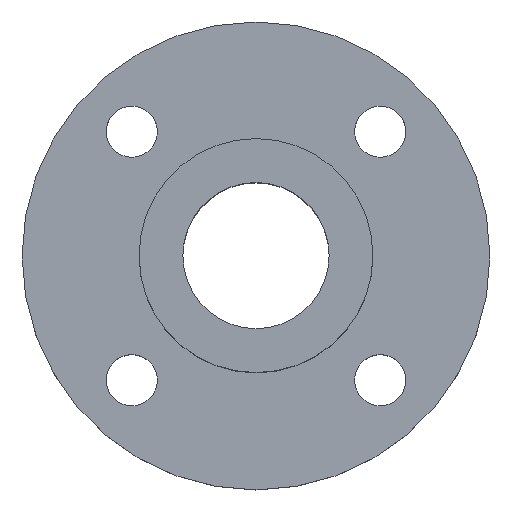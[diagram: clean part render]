
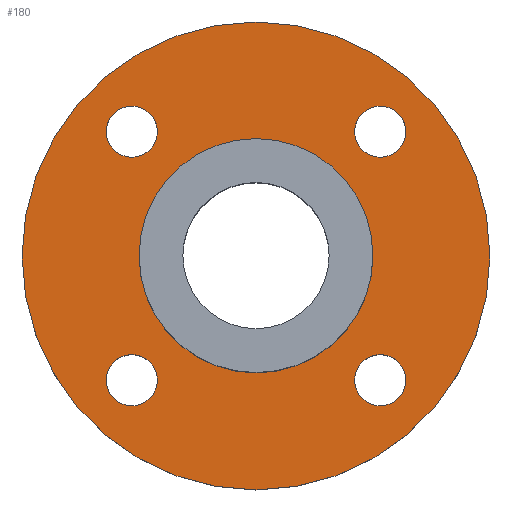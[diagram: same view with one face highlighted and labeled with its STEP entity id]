
A CAD part, top view. The second image highlights one B-rep face of the part: STEP entity #180.
In plain terms, the highlighted planar face has unit normal (0, 0, 1).
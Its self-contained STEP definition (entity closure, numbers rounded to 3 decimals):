
#16=FACE_BOUND('',#49,.T.);
#17=FACE_BOUND('',#50,.T.);
#18=FACE_BOUND('',#51,.T.);
#19=FACE_BOUND('',#52,.T.);
#20=FACE_BOUND('',#53,.T.);
#27=PLANE('',#218);
#37=FACE_OUTER_BOUND('',#48,.T.);
#48=EDGE_LOOP('',(#153));
#49=EDGE_LOOP('',(#154));
#50=EDGE_LOOP('',(#155));
#51=EDGE_LOOP('',(#156));
#52=EDGE_LOOP('',(#157));
#53=EDGE_LOOP('',(#158));
#75=CIRCLE('',#198,8.);
#77=CIRCLE('',#202,1.75);
#79=CIRCLE('',#205,1.75);
#81=CIRCLE('',#208,1.75);
#84=CIRCLE('',#213,1.75);
#86=CIRCLE('',#216,16.);
#89=VERTEX_POINT('',#281);
#91=VERTEX_POINT('',#288);
#93=VERTEX_POINT('',#294);
#95=VERTEX_POINT('',#300);
#98=VERTEX_POINT('',#310);
#100=VERTEX_POINT('',#316);
#104=EDGE_CURVE('',#89,#89,#75,.T.);
#106=EDGE_CURVE('',#91,#91,#77,.T.);
#109=EDGE_CURVE('',#93,#93,#79,.T.);
#112=EDGE_CURVE('',#95,#95,#81,.T.);
#117=EDGE_CURVE('',#98,#98,#84,.T.);
#120=EDGE_CURVE('',#100,#100,#86,.T.);
#153=ORIENTED_EDGE('',*,*,#120,.T.);
#154=ORIENTED_EDGE('',*,*,#104,.T.);
#155=ORIENTED_EDGE('',*,*,#117,.T.);
#156=ORIENTED_EDGE('',*,*,#112,.T.);
#157=ORIENTED_EDGE('',*,*,#109,.T.);
#158=ORIENTED_EDGE('',*,*,#106,.T.);
#180=ADVANCED_FACE('',(#37,#16,#17,#18,#19,#20),#27,.T.);
#198=AXIS2_PLACEMENT_3D('',#283,#227,#228);
#202=AXIS2_PLACEMENT_3D('',#289,#235,#236);
#205=AXIS2_PLACEMENT_3D('',#295,#242,#243);
#208=AXIS2_PLACEMENT_3D('',#301,#249,#250);
#213=AXIS2_PLACEMENT_3D('',#311,#261,#262);
#216=AXIS2_PLACEMENT_3D('',#317,#268,#269);
#218=AXIS2_PLACEMENT_3D('',#321,#273,#274);
#227=DIRECTION('center_axis',(0.,0.,-1.));
#228=DIRECTION('ref_axis',(1.,0.,0.));
#235=DIRECTION('center_axis',(0.,0.,-1.));
#236=DIRECTION('ref_axis',(1.,0.,0.));
#242=DIRECTION('center_axis',(0.,0.,-1.));
#243=DIRECTION('ref_axis',(1.,0.,0.));
#249=DIRECTION('center_axis',(0.,0.,-1.));
#250=DIRECTION('ref_axis',(1.,0.,0.));
#261=DIRECTION('center_axis',(0.,0.,-1.));
#262=DIRECTION('ref_axis',(1.,0.,0.));
#268=DIRECTION('center_axis',(0.,0.,1.));
#269=DIRECTION('ref_axis',(1.,0.,0.));
#273=DIRECTION('center_axis',(0.,0.,1.));
#274=DIRECTION('ref_axis',(1.,0.,0.));
#281=CARTESIAN_POINT('',(82.,0.,4.));
#283=CARTESIAN_POINT('Origin',(90.,0.,4.));
#288=CARTESIAN_POINT('',(96.75,8.5,4.));
#289=CARTESIAN_POINT('Origin',(98.5,8.5,4.));
#294=CARTESIAN_POINT('',(79.75,-8.5,4.));
#295=CARTESIAN_POINT('Origin',(81.5,-8.5,4.));
#300=CARTESIAN_POINT('',(96.75,-8.5,4.));
#301=CARTESIAN_POINT('Origin',(98.5,-8.5,4.));
#310=CARTESIAN_POINT('',(79.75,8.5,4.));
#311=CARTESIAN_POINT('Origin',(81.5,8.5,4.));
#316=CARTESIAN_POINT('',(74.,0.,4.));
#317=CARTESIAN_POINT('Origin',(90.,0.,4.));
#321=CARTESIAN_POINT('Origin',(90.,0.,4.));
